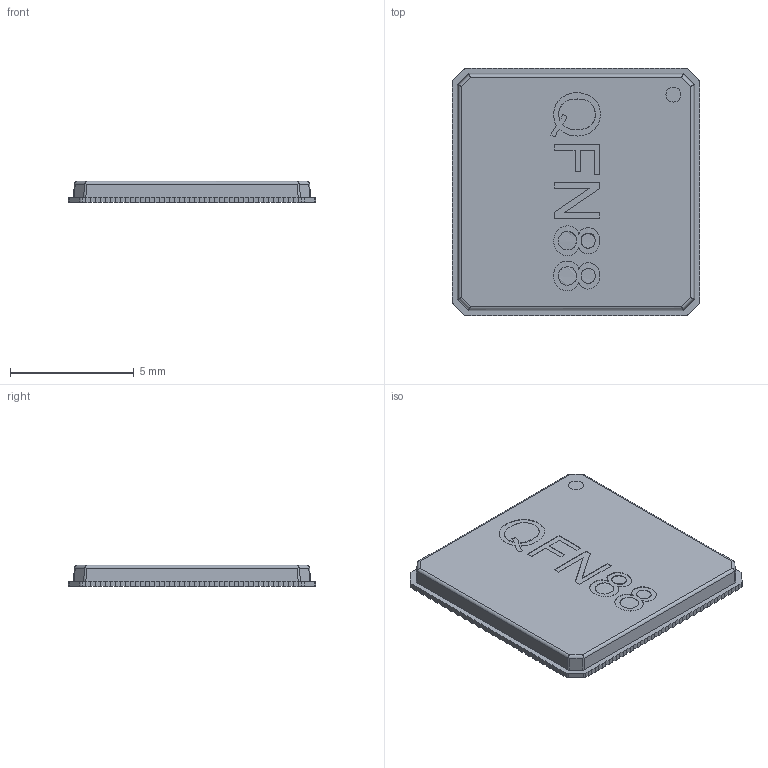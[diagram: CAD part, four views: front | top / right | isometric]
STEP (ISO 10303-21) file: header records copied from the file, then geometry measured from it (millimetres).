
FILE_DESCRIPTION (( 'STEP AP214' ), '1' );
FILE_NAME ('User Library-QFN88.STEP', '2021-07-21T00:39:48', ( '' ), ( '' ), 'SwSTEP 2.0', 'SolidWorks 2021', '' );
FILE_SCHEMA (( 'AUTOMOTIVE_DESIGN' ));
Length unit declared in the file: millimetre
Products named in the file (1): User Library-QFN88
Bounding box: 10.02 x 10.02 x 0.87 mm (x, y, z)
Surface area: 231.7 mm2 (no closed solid volume)
Topology: 0 solids, 2 shells, 646 faces, 1899 edges, 1268 vertices
Faces by surface type: plane 497, cylinder 140, bspline 9
Entity records: 25260 total; most frequent: CARTESIAN_POINT 7988, ORIENTED_EDGE 3794, DIRECTION 2246, EDGE_CURVE 1899, VERTEX_POINT 1268, VECTOR 956, LINE 956, B_SPLINE_CURVE_WITH_KNOTS 905
